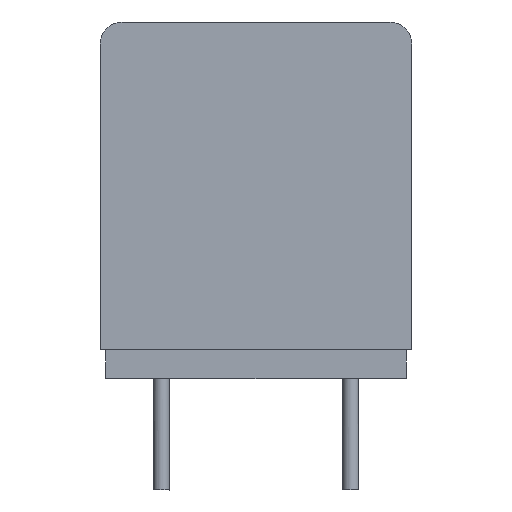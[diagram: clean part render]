
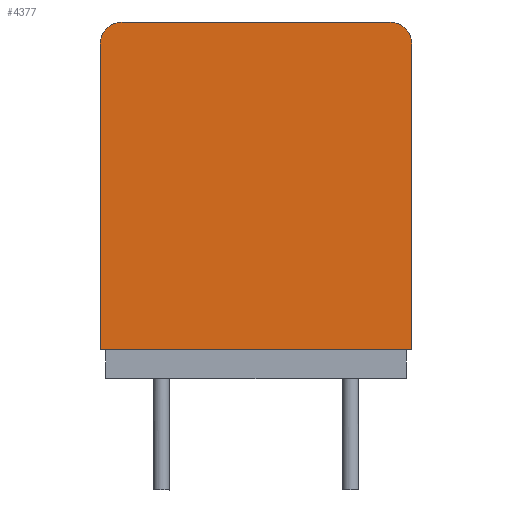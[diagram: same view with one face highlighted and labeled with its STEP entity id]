
A CAD part, front view. The second image highlights one B-rep face of the part: STEP entity #4377.
In plain terms, the highlighted planar face has unit normal (0, -1, 0).
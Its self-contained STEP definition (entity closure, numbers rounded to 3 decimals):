
#26=LINE('',#12296,#221);
#30=LINE('',#12305,#225);
#39=LINE('',#12332,#234);
#40=LINE('',#12337,#235);
#221=VECTOR('',#4813,1000.);
#225=VECTOR('',#4819,1000.);
#234=VECTOR('',#4842,1000.);
#235=VECTOR('',#4847,1000.);
#469=PLANE('',#4577);
#601=CIRCLE('',#4578,1.);
#602=CIRCLE('',#4579,1.);
#957=ORIENTED_EDGE('',*,*,#1824,.T.);
#958=ORIENTED_EDGE('',*,*,#1825,.T.);
#959=ORIENTED_EDGE('',*,*,#1812,.T.);
#960=ORIENTED_EDGE('',*,*,#1826,.T.);
#961=ORIENTED_EDGE('',*,*,#1808,.T.);
#962=ORIENTED_EDGE('',*,*,#1827,.T.);
#1808=EDGE_CURVE('',#2267,#2268,#26,.T.);
#1812=EDGE_CURVE('',#2271,#2272,#30,.T.);
#1824=EDGE_CURVE('',#2282,#2283,#39,.T.);
#1825=EDGE_CURVE('',#2283,#2271,#601,.T.);
#1826=EDGE_CURVE('',#2272,#2267,#602,.T.);
#1827=EDGE_CURVE('',#2268,#2282,#40,.T.);
#2267=VERTEX_POINT('',#12297);
#2268=VERTEX_POINT('',#12298);
#2271=VERTEX_POINT('',#12306);
#2272=VERTEX_POINT('',#12307);
#2282=VERTEX_POINT('',#12333);
#2283=VERTEX_POINT('',#12334);
#2770=EDGE_LOOP('',(#957,#958,#959,#960,#961,#962));
#3009=FACE_BOUND('',#2770,.T.);
#4377=ADVANCED_FACE('',(#3009),#469,.T.);
#4577=AXIS2_PLACEMENT_3D('',#12331,#4840,#4841);
#4578=AXIS2_PLACEMENT_3D('',#12335,#4843,#4844);
#4579=AXIS2_PLACEMENT_3D('',#12336,#4845,#4846);
#4813=DIRECTION('',(0.,0.,-1.));
#4819=DIRECTION('',(-1.,0.,0.));
#4840=DIRECTION('',(0.,-1.,0.));
#4841=DIRECTION('',(0.,0.,1.));
#4842=DIRECTION('',(0.,0.,1.));
#4843=DIRECTION('',(0.,-1.,0.));
#4844=DIRECTION('',(0.,0.,1.));
#4845=DIRECTION('',(0.,-1.,0.));
#4846=DIRECTION('',(0.,0.,1.));
#4847=DIRECTION('',(1.,0.,0.));
#12296=CARTESIAN_POINT('',(-7.,-11.7,21.));
#12297=CARTESIAN_POINT('',(-7.,-11.7,20.));
#12298=CARTESIAN_POINT('',(-7.,-11.7,6.3));
#12305=CARTESIAN_POINT('',(7.,-11.7,21.));
#12306=CARTESIAN_POINT('',(6.,-11.7,21.));
#12307=CARTESIAN_POINT('',(-6.,-11.7,21.));
#12331=CARTESIAN_POINT('',(0.,-11.7,0.));
#12332=CARTESIAN_POINT('',(7.,-11.7,6.3));
#12333=CARTESIAN_POINT('',(7.,-11.7,6.3));
#12334=CARTESIAN_POINT('',(7.,-11.7,20.));
#12335=CARTESIAN_POINT('',(6.,-11.7,20.));
#12336=CARTESIAN_POINT('',(-6.,-11.7,20.));
#12337=CARTESIAN_POINT('',(-7.,-11.7,6.3));
